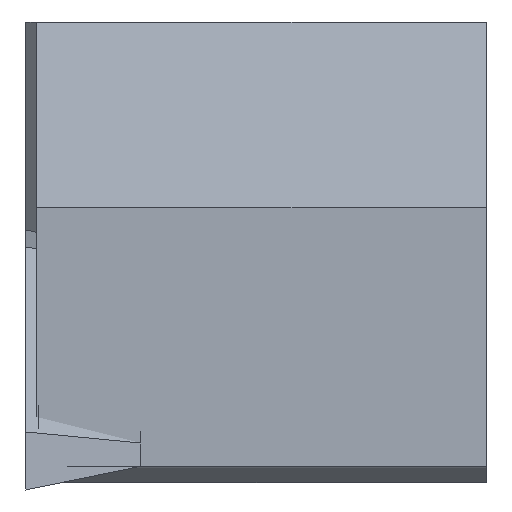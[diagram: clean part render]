
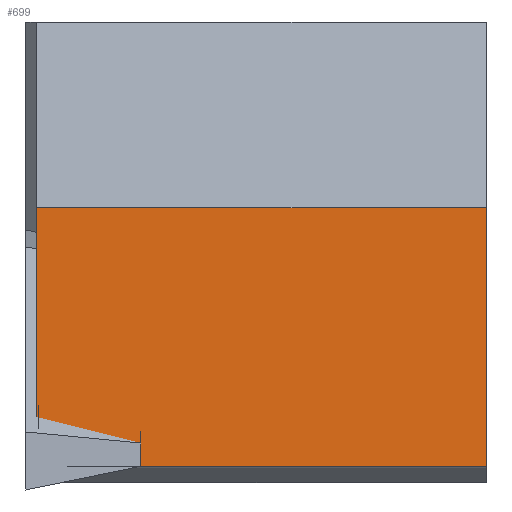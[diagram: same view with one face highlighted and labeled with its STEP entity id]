
A CAD part, left-side view. The second image highlights one B-rep face of the part: STEP entity #699.
In plain terms, the highlighted planar face has unit normal (-1, 0, 0.018).
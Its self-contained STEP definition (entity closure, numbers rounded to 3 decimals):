
#117 = CARTESIAN_POINT ( 'NONE',  ( 0.655, -0.3, -23.583 ) ) ;
#197 = FACE_OUTER_BOUND ( 'NONE', #2465, .T. ) ;
#214 = DIRECTION ( 'NONE',  ( 0., -1., 0. ) ) ;
#229 = CARTESIAN_POINT ( 'NONE',  ( 0.942, -0.3, -7.131 ) ) ;
#275 = VECTOR ( 'NONE', #472, 1000. ) ;
#286 = VERTEX_POINT ( 'NONE', #1456 ) ;
#349 = LINE ( 'NONE', #229, #275 ) ;
#368 = VERTEX_POINT ( 'NONE', #1446 ) ;
#374 = CARTESIAN_POINT ( 'NONE',  ( 0.739, -0.35, -18.778 ) ) ;
#467 = CARTESIAN_POINT ( 'NONE',  ( 0.632, 127., -24.946 ) ) ;
#472 = DIRECTION ( 'NONE',  ( -0.017, 0., -1. ) ) ;
#498 = VECTOR ( 'NONE', #214, 1000. ) ;
#603 = DIRECTION ( 'NONE',  ( 0.017, 0., 1. ) ) ;
#699 = ADVANCED_FACE ( 'NONE', ( #197 ), #2254, .F. ) ;
#713 = CARTESIAN_POINT ( 'NONE',  ( 0.655, -0.35, -23.585 ) ) ;
#762 = ORIENTED_EDGE ( 'NONE', *, *, #2225, .T. ) ;
#869 = DIRECTION ( 'NONE',  ( 0.017, 0., 1. ) ) ;
#899 = LINE ( 'NONE', #1146, #2412 ) ;
#923 = DIRECTION ( 'NONE',  ( 0., -1., 0. ) ) ;
#935 = DIRECTION ( 'NONE',  ( 0., -1., 0. ) ) ;
#1005 = LINE ( 'NONE', #1796, #1557 ) ;
#1146 = CARTESIAN_POINT ( 'NONE',  ( 0.623, -12.7, -25.411 ) ) ;
#1306 = DIRECTION ( 'NONE',  ( 1., 0., -0.017 ) ) ;
#1342 = ORIENTED_EDGE ( 'NONE', *, *, #1647, .F. ) ;
#1345 = AXIS2_PLACEMENT_3D ( 'NONE', #1856, #1306, #869 ) ;
#1352 = CARTESIAN_POINT ( 'NONE',  ( 0.756, 127.388, -17.825 ) ) ;
#1397 = VECTOR ( 'NONE', #935, 1000. ) ;
#1429 = DIRECTION ( 'NONE',  ( -0.004, -0.97, -0.243 ) ) ;
#1446 = CARTESIAN_POINT ( 'NONE',  ( 0.756, -0.3, -17.825 ) ) ;
#1456 = CARTESIAN_POINT ( 'NONE',  ( 0.632, -0.35, -24.946 ) ) ;
#1545 = VECTOR ( 'NONE', #603, 1000. ) ;
#1557 = VECTOR ( 'NONE', #1429, 1000. ) ;
#1562 = VERTEX_POINT ( 'NONE', #2605 ) ;
#1586 = VECTOR ( 'NONE', #923, 1000. ) ;
#1647 = EDGE_CURVE ( 'NONE', #286, #2228, #2380, .T. ) ;
#1709 = ORIENTED_EDGE ( 'NONE', *, *, #2206, .T. ) ;
#1712 = ORIENTED_EDGE ( 'NONE', *, *, #2221, .T. ) ;
#1747 = CARTESIAN_POINT ( 'NONE',  ( 0.655, -0.31, -23.585 ) ) ;
#1796 = CARTESIAN_POINT ( 'NONE',  ( 0.661, 1.109, -23.23 ) ) ;
#1818 = ORIENTED_EDGE ( 'NONE', *, *, #2238, .F. ) ;
#1856 = CARTESIAN_POINT ( 'NONE',  ( 0.942, 127., -7.131 ) ) ;
#1889 = LINE ( 'NONE', #2498, #1397 ) ;
#2073 = EDGE_CURVE ( 'NONE', #2634, #2224, #1005, .T. ) ;
#2083 = VERTEX_POINT ( 'NONE', #2385 ) ;
#2127 = LINE ( 'NONE', #1352, #498 ) ;
#2172 = EDGE_CURVE ( 'NONE', #368, #2083, #2127, .T. ) ;
#2206 = EDGE_CURVE ( 'NONE', #286, #1562, #2531, .T. ) ;
#2221 = EDGE_CURVE ( 'NONE', #368, #2634, #349, .T. ) ;
#2224 = VERTEX_POINT ( 'NONE', #1747 ) ;
#2225 = EDGE_CURVE ( 'NONE', #2224, #2228, #1889, .T. ) ;
#2228 = VERTEX_POINT ( 'NONE', #713 ) ;
#2238 = EDGE_CURVE ( 'NONE', #2083, #1562, #899, .T. ) ;
#2254 = PLANE ( 'NONE',  #1345 ) ;
#2348 = ORIENTED_EDGE ( 'NONE', *, *, #2172, .F. ) ;
#2380 = LINE ( 'NONE', #374, #1545 ) ;
#2385 = CARTESIAN_POINT ( 'NONE',  ( 0.756, -12.7, -17.825 ) ) ;
#2412 = VECTOR ( 'NONE', #2709, 1000. ) ;
#2465 = EDGE_LOOP ( 'NONE', ( #1712, #2620, #762, #1342, #1709, #1818, #2348 ) ) ;
#2498 = CARTESIAN_POINT ( 'NONE',  ( 0.655, -0.35, -23.585 ) ) ;
#2531 = LINE ( 'NONE', #467, #1586 ) ;
#2605 = CARTESIAN_POINT ( 'NONE',  ( 0.632, -12.7, -24.946 ) ) ;
#2620 = ORIENTED_EDGE ( 'NONE', *, *, #2073, .T. ) ;
#2634 = VERTEX_POINT ( 'NONE', #117 ) ;
#2709 = DIRECTION ( 'NONE',  ( -0.017, 0., -1. ) ) ;
